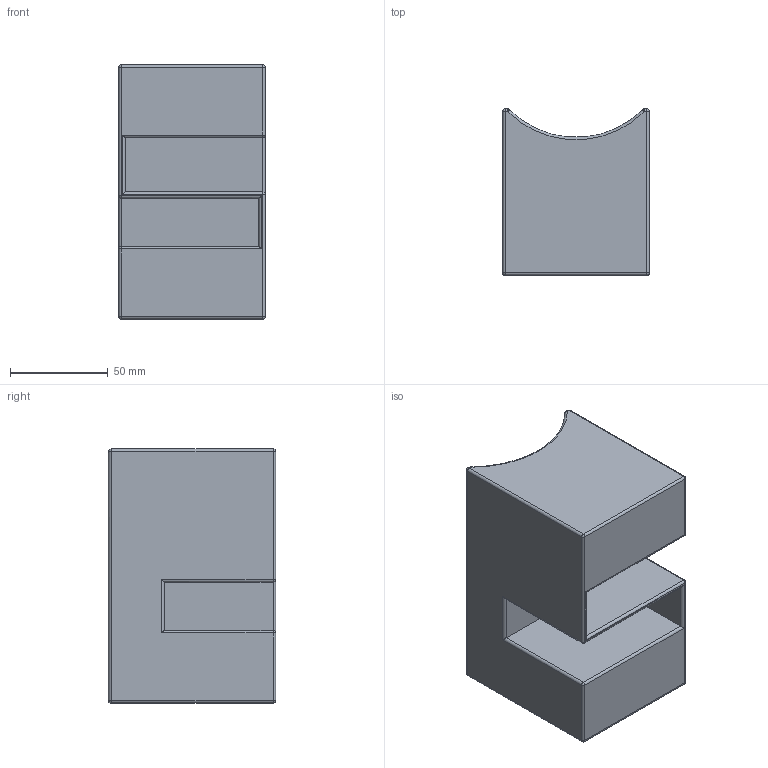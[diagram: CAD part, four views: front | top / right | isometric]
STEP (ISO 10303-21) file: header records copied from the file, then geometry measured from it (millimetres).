
FILE_DESCRIPTION (( 'STEP AP203' ), '1' );
FILE_NAME ('poptop can holder.STEP', '2025-04-16T18:07:27', ( '' ), ( '' ), 'SwSTEP 2.0', 'SolidWorks 2023', '' );
FILE_SCHEMA (( 'CONFIG_CONTROL_DESIGN' ));
Length unit declared in the file: inch
Products named in the file (1): poptop can holder
Bounding box: 75.06 x 85.72 x 130.3 mm (x, y, z)
Volume: 527189.6 mm3; surface area: 69798.4 mm2
Topology: 1 solids, 1 shells, 66 faces, 152 edges, 76 vertices
Faces by surface type: cylinder 31, plane 15, sphere 8, torus 6, bspline 6
Entity records: 1933 total; most frequent: CARTESIAN_POINT 499, DIRECTION 292, ORIENTED_EDGE 280, EDGE_CURVE 140, AXIS2_PLACEMENT_3D 111, VERTEX_POINT 76, VECTOR 70, LINE 70
